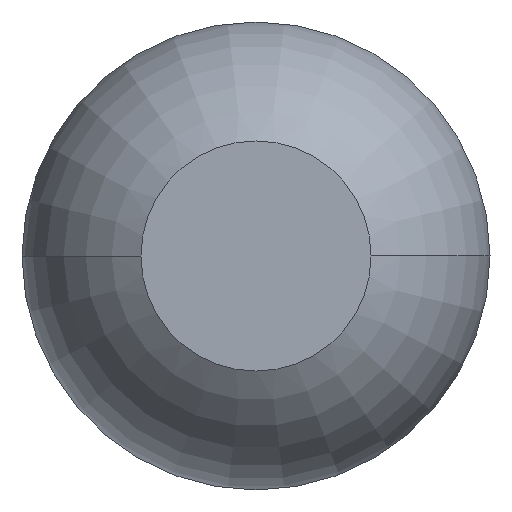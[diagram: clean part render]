
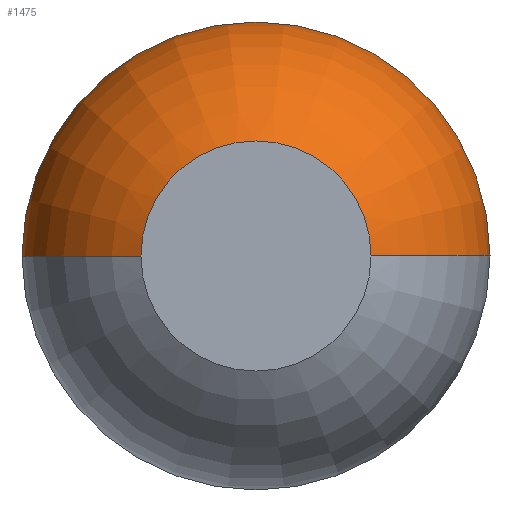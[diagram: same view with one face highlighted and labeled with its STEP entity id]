
A CAD part, front view. The second image highlights one B-rep face of the part: STEP entity #1475.
In plain terms, the highlighted toroidal (fillet/blend) face has major radius 0.005 mm and minor radius 0.3 mm.
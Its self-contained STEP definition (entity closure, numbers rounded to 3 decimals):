
#297 = VERTEX_POINT ( 'NONE', #754 ) ;
#580 = ORIENTED_EDGE ( 'NONE', *, *, #1169, .F. ) ;
#754 = CARTESIAN_POINT ( 'NONE',  ( -0.305, -28.737, 0. ) ) ;
#756 = DIRECTION ( 'NONE',  ( -1., 0., 0. ) ) ;
#797 = ORIENTED_EDGE ( 'NONE', *, *, #1676, .T. ) ;
#883 = VERTEX_POINT ( 'NONE', #1096 ) ;
#1059 = CARTESIAN_POINT ( 'NONE',  ( 0., -28.737, 0. ) ) ;
#1072 = VERTEX_POINT ( 'NONE', #1780 ) ;
#1083 = AXIS2_PLACEMENT_3D ( 'NONE', #2005, #1497, #2298 ) ;
#1096 = CARTESIAN_POINT ( 'NONE',  ( 0.15, -29., 0. ) ) ;
#1169 = EDGE_CURVE ( 'Defeature ausgef�hrt1_1+Defeature ausgef�hrt1_2+Defeature ausgef�hrt1_2+Defeature ausgef�hrt1_2', #297, #3434, #3084, .T. ) ;
#1261 = ORIENTED_EDGE ( 'NONE', *, *, #3085, .F. ) ;
#1273 = DIRECTION ( 'NONE',  ( 0., 0., 1. ) ) ;
#1280 = DIRECTION ( 'NONE',  ( 0., 1., 0. ) ) ;
#1359 = TOROIDAL_SURFACE ( 'NONE', #1083, 0.005, 0.3 ) ;
#1475 = ADVANCED_FACE ( 'Defeature ausgef�hrt1_2', ( #2241 ), #1359, .T. ) ;
#1497 = DIRECTION ( 'NONE',  ( 0., 1., 0. ) ) ;
#1546 = ORIENTED_EDGE ( 'NONE', *, *, #3015, .T. ) ;
#1586 = CIRCLE ( 'NONE', #2806, 0.3 ) ;
#1592 = DIRECTION ( 'NONE',  ( 1., 0., 0. ) ) ;
#1676 = EDGE_CURVE ( 'Defeature ausgef�hrt1_2+Defeature ausgef�hrt1_3+Defeature ausgef�hrt1_3+Defeature ausgef�hrt1_3', #1072, #883, #2777, .T. ) ;
#1780 = CARTESIAN_POINT ( 'NONE',  ( -0.15, -29., 0. ) ) ;
#2005 = CARTESIAN_POINT ( 'NONE',  ( 0., -28.737, 0. ) ) ;
#2083 = CARTESIAN_POINT ( 'NONE',  ( 0.005, -28.737, 0. ) ) ;
#2116 = AXIS2_PLACEMENT_3D ( 'NONE', #2083, #1273, #1592 ) ;
#2139 = CARTESIAN_POINT ( 'NONE',  ( 0., -29., 0. ) ) ;
#2184 = AXIS2_PLACEMENT_3D ( 'NONE', #1059, #1280, #3147 ) ;
#2194 = DIRECTION ( 'NONE',  ( -1., 0., 0. ) ) ;
#2241 = FACE_OUTER_BOUND ( 'NONE', #2895, .T. ) ;
#2298 = DIRECTION ( 'NONE',  ( -1., 0., 0. ) ) ;
#2646 = DIRECTION ( 'NONE',  ( 0., 1., 0. ) ) ;
#2777 = CIRCLE ( 'NONE', #3445, 0.15 ) ;
#2806 = AXIS2_PLACEMENT_3D ( 'NONE', #2939, #3200, #2194 ) ;
#2886 = CARTESIAN_POINT ( 'NONE',  ( 0.305, -28.737, 0. ) ) ;
#2895 = EDGE_LOOP ( 'NONE', ( #797, #1546, #580, #1261 ) ) ;
#2939 = CARTESIAN_POINT ( 'NONE',  ( -0.005, -28.737, 0. ) ) ;
#3015 = EDGE_CURVE ( 'NONE', #883, #3434, #3490, .T. ) ;
#3084 = CIRCLE ( 'NONE', #2184, 0.305 ) ;
#3085 = EDGE_CURVE ( 'NONE', #1072, #297, #1586, .T. ) ;
#3147 = DIRECTION ( 'NONE',  ( -1., 0., 0. ) ) ;
#3200 = DIRECTION ( 'NONE',  ( 0., 0., -1. ) ) ;
#3434 = VERTEX_POINT ( 'NONE', #2886 ) ;
#3445 = AXIS2_PLACEMENT_3D ( 'NONE', #2139, #2646, #756 ) ;
#3490 = CIRCLE ( 'NONE', #2116, 0.3 ) ;
